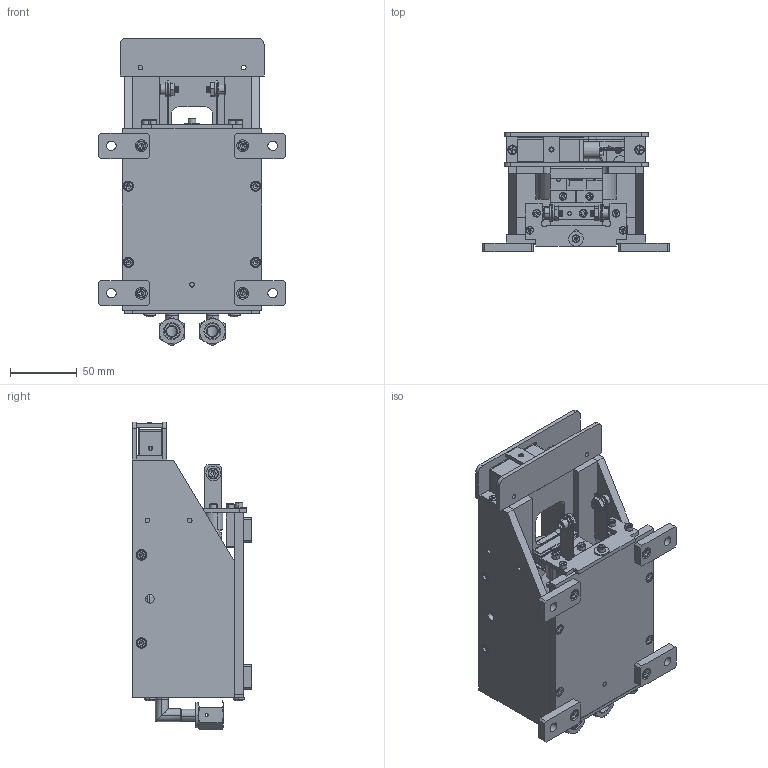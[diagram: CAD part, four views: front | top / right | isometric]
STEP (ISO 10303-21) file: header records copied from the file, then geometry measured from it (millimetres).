
FILE_DESCRIPTION (( 'STEP AP214' ), '1' );
FILE_NAME ('113934-15_HCF_e-GUN(TM)_90_DEGREE_H2O_FITTINGS_INTERCHANGEABLE_CRUCIBLE_15cc.STEP', '2020-07-31T20:54:01', ( 'admin' ), ( 'Microsoft' ), 'SwSTEP 2.0', 'SolidWorks 2016', '' );
FILE_SCHEMA (( 'AUTOMOTIVE_DESIGN' ));
Length unit declared in the file: inch
Products named in the file (1): 113934-15_HCF_e-GUN(TM)_90_DEGREE_H2O_FITTINGS_INTERCHANGEABLE_CRUCIBLE_15cc
Bounding box: 139.7 x 89.28 x 230.77 mm (x, y, z)
Surface area: 221016.3 mm2 (no closed solid volume)
Topology: 0 solids, 141 shells, 1075 faces, 4292 edges, 3237 vertices
Faces by surface type: plane 594, cylinder 222, cone 177, bspline 45, sphere 24, torus 13
Entity records: 68010 total; most frequent: CARTESIAN_POINT 19516, DIRECTION 6886, ORIENTED_EDGE 6162, EDGE_CURVE 4276, VERTEX_POINT 3237, LINE 2522, VECTOR 2522, AXIS2_PLACEMENT_3D 2182
